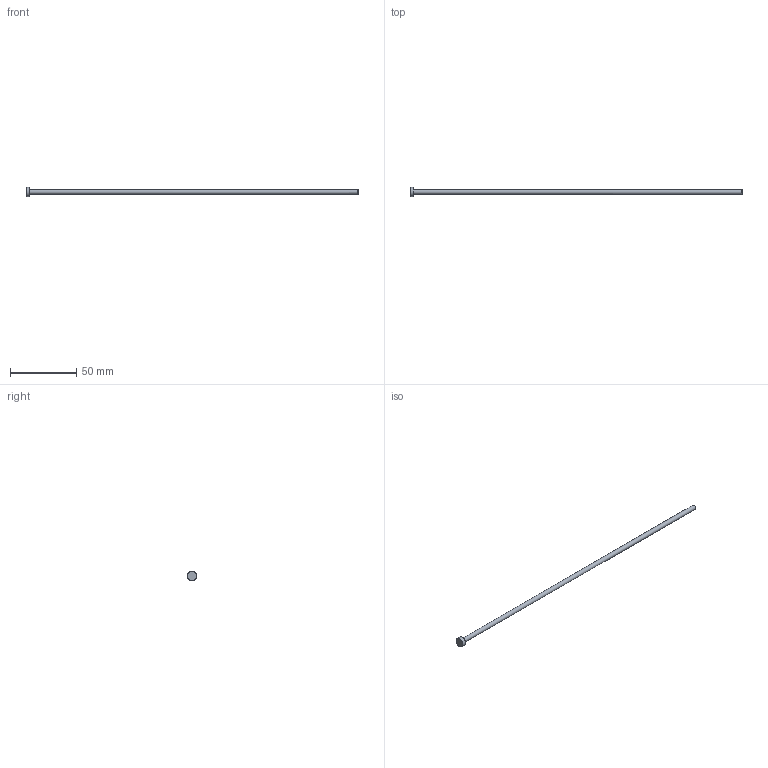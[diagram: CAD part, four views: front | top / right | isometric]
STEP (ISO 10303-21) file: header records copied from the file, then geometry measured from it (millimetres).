
FILE_DESCRIPTION(('STEP AP214'),'1');
FILE_NAME('AH-3,5X250.stp','2023-07-31T07:14:25',(' '),(' '),'Spatial InterOp 3D',' ',' ');
FILE_SCHEMA(('automotive_design'));
Length unit declared in the file: metre
Products named in the file (1): 1
Bounding box: 250 x 7 x 7 mm (x, y, z)
Volume: 2491.9 mm3; surface area: 2858.9 mm2
Topology: 1 solids, 1 shells, 5 faces, 10 edges, 8 vertices
Faces by surface type: plane 3, revolution 2
Entity records: 294 total; most frequent: CARTESIAN_POINT 89, PRESENTATION_STYLE_ASSIGNMENT 19, COLOUR_RGB 19, ORIENTED_EDGE 16, STYLED_ITEM 14, CURVE_STYLE 14, DRAUGHTING_PRE_DEFINED_CURVE_FONT 14, DIRECTION 10
